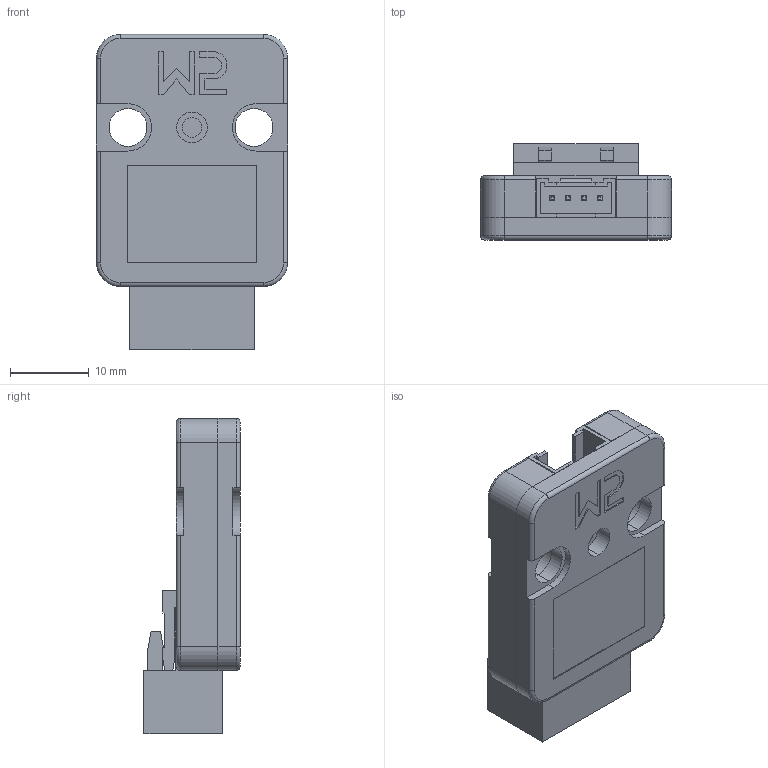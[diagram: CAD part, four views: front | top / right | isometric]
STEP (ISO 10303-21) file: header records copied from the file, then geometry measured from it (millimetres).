
FILE_DESCRIPTION( (''), '2;1');
FILE_NAME ('Mini_Weight_Unit_HX711.stp','2021-03-01T15:35:44',(''),(''),'spGate 15.6.6','','');
FILE_SCHEMA (('AUTOMOTIVE_DESIGN'));
Length unit declared in the file: millimetre
Products named in the file (14): Assembly; Mini_Weight_Unit_HX711-prt0; Mini_Weight_Unit_HX711-prt1; Mini_Weight_Unit_HX711-prt2; Mini_Weight_Unit_HX711-prt3; Mini_Weight_Unit_HX711-prt4; Mini_Weight_Unit_HX711-prt5; Mini_Weight_Unit_HX711-prt6; Mini_Weight_Unit_HX711-prt7; Mini_Weight_Unit_HX711-prt8; Mini_Weight_Unit_HX711-prt9; Mini_Weight_Unit_HX711-prt10; Mini_Weight_Unit_HX711-prt11; Mini_Weight_Unit_HX711-prt12
Assembly tree (13 placements, depth 2):
  Assembly
    Mini_Weight_Unit_HX711-prt0
    Mini_Weight_Unit_HX711-prt1
    Mini_Weight_Unit_HX711-prt2
    Mini_Weight_Unit_HX711-prt3
    Mini_Weight_Unit_HX711-prt4
    Mini_Weight_Unit_HX711-prt5
    Mini_Weight_Unit_HX711-prt6
    Mini_Weight_Unit_HX711-prt7
    Mini_Weight_Unit_HX711-prt8
    Mini_Weight_Unit_HX711-prt9
    Mini_Weight_Unit_HX711-prt10
    Mini_Weight_Unit_HX711-prt11
    Mini_Weight_Unit_HX711-prt12
Bounding box: 24.25 x 12.2 x 40 mm (x, y, z)
Volume: 6814.7 mm3; surface area: 7272 mm2
Topology: 13 solids, 13 shells, 513 faces, 1281 edges, 824 vertices
Faces by surface type: plane 369, cylinder 104, bspline 32, sphere 8
Entity records: 26396 total; most frequent: CARTESIAN_POINT 3376, ORIENTED_EDGE 2562, DIRECTION 2509, COLOUR_RGB 1807, PRESENTATION_STYLE_ASSIGNMENT 1807, STYLED_ITEM 1807, EDGE_CURVE 1281, DRAUGHTING_PRE_DEFINED_CURVE_FONT 1281
